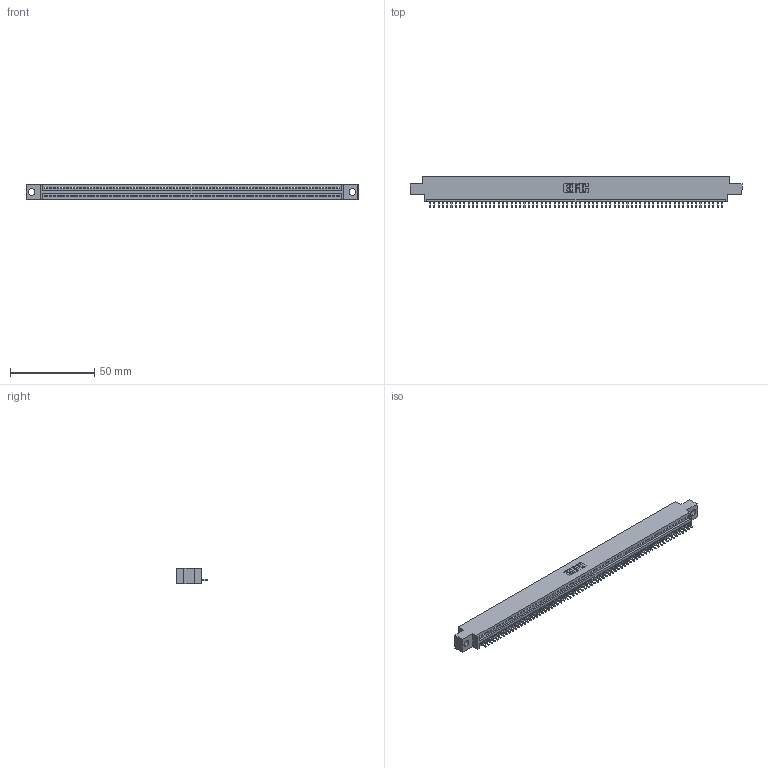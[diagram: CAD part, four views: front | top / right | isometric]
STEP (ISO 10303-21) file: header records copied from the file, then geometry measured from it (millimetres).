
FILE_DESCRIPTION (( 'STEP AP203' ), '1' );
FILE_NAME ('395-069-521-604.STEP', '2021-05-31T22:15:30', ( '' ), ( '' ), 'SwSTEP 2.0', 'SolidWorks 2020', '' );
FILE_SCHEMA (( 'CONFIG_CONTROL_DESIGN' ));
Length unit declared in the file: inch
Products named in the file (3): 345-292-001_345-293-121; 345 Part_0.170 Offset - 0.156 Dia-TI; 395-069-521-604
Assembly tree (70 placements, depth 2):
  395-069-521-604
    345 Part_0.170 Offset - 0.156 Dia-TI
    345-292-001_345-293-121  x69
Bounding box: 196.47 x 18.72 x 9.4 mm (x, y, z)
Volume: 18466.4 mm3; surface area: 24108.3 mm2
Topology: 70 solids, 70 shells, 4146 faces, 12533 edges, 8262 vertices
Faces by surface type: plane 2858, cylinder 1288
Entity records: 48865 total; most frequent: ORIENTED_EDGE 8474, CARTESIAN_POINT 8473, DIRECTION 7359, EDGE_CURVE 4237, LINE 3829, VECTOR 3829, VERTEX_POINT 2822, AXIS2_PLACEMENT_3D 1765
